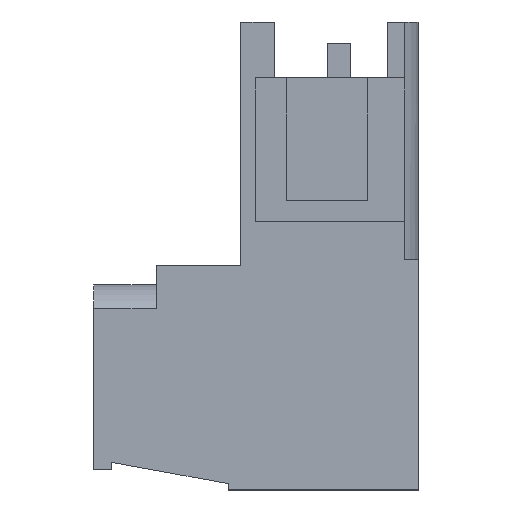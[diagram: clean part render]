
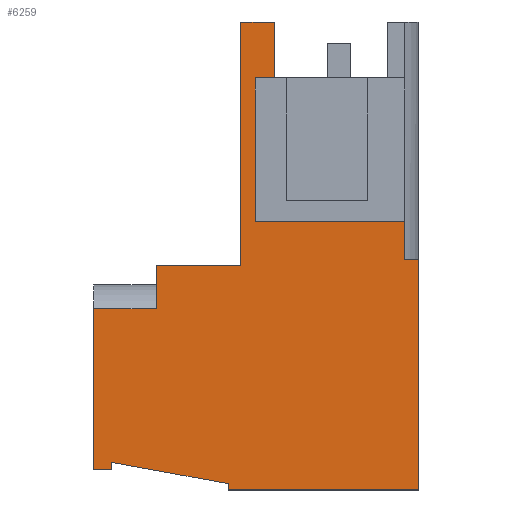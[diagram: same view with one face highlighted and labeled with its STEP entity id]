
A CAD part, left-side view. The second image highlights one B-rep face of the part: STEP entity #6259.
In plain terms, the highlighted planar face has unit normal (-1, 0, 0).
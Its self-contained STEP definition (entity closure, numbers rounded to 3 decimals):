
#3137=AXIS2_PLACEMENT_3D('Plane Axis2P3D',#3134,#3135,#3136) ;
#3119=CARTESIAN_POINT('Vertex',(0.98,6.785,19.415)) ;
#3134=CARTESIAN_POINT('Axis2P3D Location',(0.98,3.66,22.05)) ;
#3239=CARTESIAN_POINT('Vertex',(0.98,0.65,12.635)) ;
#3242=CARTESIAN_POINT('Line Origine',(0.98,0.65,11.743)) ;
#3246=CARTESIAN_POINT('Vertex',(0.98,0.65,10.85)) ;
#3304=CARTESIAN_POINT('Vertex',(0.98,6.785,22.05)) ;
#3307=CARTESIAN_POINT('Line Origine',(0.98,6.785,20.732)) ;
#4250=CARTESIAN_POINT('Line Origine',(0.98,7.23,19.415)) ;
#4254=CARTESIAN_POINT('Vertex',(0.98,7.675,19.415)) ;
#6038=CARTESIAN_POINT('Line Origine',(0.98,0.325,10.85)) ;
#6042=CARTESIAN_POINT('Vertex',(0.98,0.,10.85)) ;
#6137=CARTESIAN_POINT('Vertex',(0.98,7.675,12.635)) ;
#6140=CARTESIAN_POINT('Line Origine',(0.98,4.163,12.635)) ;
#6152=CARTESIAN_POINT('Line Origine',(0.98,7.675,16.025)) ;
#6157=CARTESIAN_POINT('Line Origine',(0.98,7.575,22.05)) ;
#6161=CARTESIAN_POINT('Vertex',(0.98,8.365,22.05)) ;
#6164=CARTESIAN_POINT('Line Origine',(0.98,8.365,16.318)) ;
#6168=CARTESIAN_POINT('Vertex',(0.98,8.365,10.586)) ;
#6171=CARTESIAN_POINT('Line Origine',(0.98,10.358,10.586)) ;
#6175=CARTESIAN_POINT('Vertex',(0.98,12.35,10.586)) ;
#6178=CARTESIAN_POINT('Line Origine',(0.98,12.35,9.568)) ;
#6182=CARTESIAN_POINT('Vertex',(0.98,12.35,8.55)) ;
#6185=CARTESIAN_POINT('Line Origine',(0.98,13.825,8.55)) ;
#6189=CARTESIAN_POINT('Vertex',(0.98,15.3,8.55)) ;
#6192=CARTESIAN_POINT('Line Origine',(0.98,15.3,4.75)) ;
#6196=CARTESIAN_POINT('Vertex',(0.98,15.3,0.95)) ;
#6199=CARTESIAN_POINT('Line Origine',(0.98,14.875,0.95)) ;
#6203=CARTESIAN_POINT('Vertex',(0.98,14.45,0.95)) ;
#6206=CARTESIAN_POINT('Line Origine',(0.98,14.45,1.127)) ;
#6210=CARTESIAN_POINT('Vertex',(0.98,14.45,1.303)) ;
#6213=CARTESIAN_POINT('Line Origine',(0.98,11.705,0.801)) ;
#6217=CARTESIAN_POINT('Vertex',(0.98,8.961,0.299)) ;
#6220=CARTESIAN_POINT('Line Origine',(0.98,8.961,0.149)) ;
#6224=CARTESIAN_POINT('Vertex',(0.98,8.961,0.)) ;
#6227=CARTESIAN_POINT('Line Origine',(0.98,4.48,0.)) ;
#6231=CARTESIAN_POINT('Vertex',(0.98,0.,0.)) ;
#6234=CARTESIAN_POINT('Line Origine',(0.98,0.,5.425)) ;
#3135=DIRECTION('Axis2P3D Direction',(1.,0.,0.)) ;
#3136=DIRECTION('Axis2P3D XDirection',(0.,1.,0.)) ;
#3243=DIRECTION('Vector Direction',(0.,0.,-1.)) ;
#3308=DIRECTION('Vector Direction',(0.,0.,1.)) ;
#4251=DIRECTION('Vector Direction',(0.,-1.,0.)) ;
#6039=DIRECTION('Vector Direction',(0.,-1.,0.)) ;
#6141=DIRECTION('Vector Direction',(0.,-1.,0.)) ;
#6153=DIRECTION('Vector Direction',(0.,0.,-1.)) ;
#6158=DIRECTION('Vector Direction',(0.,-1.,0.)) ;
#6165=DIRECTION('Vector Direction',(0.,0.,-1.)) ;
#6172=DIRECTION('Vector Direction',(0.,-1.,0.)) ;
#6179=DIRECTION('Vector Direction',(0.,0.,1.)) ;
#6186=DIRECTION('Vector Direction',(0.,-1.,0.)) ;
#6193=DIRECTION('Vector Direction',(0.,0.,1.)) ;
#6200=DIRECTION('Vector Direction',(0.,1.,0.)) ;
#6207=DIRECTION('Vector Direction',(0.,0.,-1.)) ;
#6214=DIRECTION('Vector Direction',(0.,-0.984,-0.18)) ;
#6221=DIRECTION('Vector Direction',(0.,0.,-1.)) ;
#6228=DIRECTION('Vector Direction',(0.,-1.,0.)) ;
#6235=DIRECTION('Vector Direction',(0.,0.,-1.)) ;
#3244=VECTOR('Line Direction',#3243,1.) ;
#3309=VECTOR('Line Direction',#3308,1.) ;
#4252=VECTOR('Line Direction',#4251,1.) ;
#6040=VECTOR('Line Direction',#6039,1.) ;
#6142=VECTOR('Line Direction',#6141,1.) ;
#6154=VECTOR('Line Direction',#6153,1.) ;
#6159=VECTOR('Line Direction',#6158,1.) ;
#6166=VECTOR('Line Direction',#6165,1.) ;
#6173=VECTOR('Line Direction',#6172,1.) ;
#6180=VECTOR('Line Direction',#6179,1.) ;
#6187=VECTOR('Line Direction',#6186,1.) ;
#6194=VECTOR('Line Direction',#6193,1.) ;
#6201=VECTOR('Line Direction',#6200,1.) ;
#6208=VECTOR('Line Direction',#6207,1.) ;
#6215=VECTOR('Line Direction',#6214,1.) ;
#6222=VECTOR('Line Direction',#6221,1.) ;
#6229=VECTOR('Line Direction',#6228,1.) ;
#6236=VECTOR('Line Direction',#6235,1.) ;
#6240=ORIENTED_EDGE('',*,*,#6144,.F.) ;
#6241=ORIENTED_EDGE('',*,*,#6156,.T.) ;
#6242=ORIENTED_EDGE('',*,*,#4256,.T.) ;
#6243=ORIENTED_EDGE('',*,*,#3311,.T.) ;
#6244=ORIENTED_EDGE('',*,*,#6163,.F.) ;
#6245=ORIENTED_EDGE('',*,*,#6170,.T.) ;
#6246=ORIENTED_EDGE('',*,*,#6177,.F.) ;
#6247=ORIENTED_EDGE('',*,*,#6184,.F.) ;
#6248=ORIENTED_EDGE('',*,*,#6191,.F.) ;
#6249=ORIENTED_EDGE('',*,*,#6198,.F.) ;
#6250=ORIENTED_EDGE('',*,*,#6205,.F.) ;
#6251=ORIENTED_EDGE('',*,*,#6212,.F.) ;
#6252=ORIENTED_EDGE('',*,*,#6219,.T.) ;
#6253=ORIENTED_EDGE('',*,*,#6226,.T.) ;
#6254=ORIENTED_EDGE('',*,*,#6233,.T.) ;
#6255=ORIENTED_EDGE('',*,*,#6238,.F.) ;
#6256=ORIENTED_EDGE('',*,*,#6044,.F.) ;
#6257=ORIENTED_EDGE('',*,*,#3248,.F.) ;
#6259=ADVANCED_FACE('HOUSING',(#6258),#3138,.F.) ;
#3248=EDGE_CURVE('',#3240,#3247,#3245,.T.) ;
#3311=EDGE_CURVE('',#3120,#3305,#3310,.T.) ;
#4256=EDGE_CURVE('',#4255,#3120,#4253,.T.) ;
#6044=EDGE_CURVE('',#3247,#6043,#6041,.T.) ;
#6144=EDGE_CURVE('',#6138,#3240,#6143,.T.) ;
#6156=EDGE_CURVE('',#6138,#4255,#6155,.F.) ;
#6163=EDGE_CURVE('',#6162,#3305,#6160,.T.) ;
#6170=EDGE_CURVE('',#6162,#6169,#6167,.T.) ;
#6177=EDGE_CURVE('',#6176,#6169,#6174,.T.) ;
#6184=EDGE_CURVE('',#6183,#6176,#6181,.T.) ;
#6191=EDGE_CURVE('',#6190,#6183,#6188,.T.) ;
#6198=EDGE_CURVE('',#6197,#6190,#6195,.T.) ;
#6205=EDGE_CURVE('',#6204,#6197,#6202,.T.) ;
#6212=EDGE_CURVE('',#6211,#6204,#6209,.T.) ;
#6219=EDGE_CURVE('',#6211,#6218,#6216,.T.) ;
#6226=EDGE_CURVE('',#6218,#6225,#6223,.T.) ;
#6233=EDGE_CURVE('',#6225,#6232,#6230,.T.) ;
#6238=EDGE_CURVE('',#6043,#6232,#6237,.T.) ;
#6239=EDGE_LOOP('',(#6240,#6241,#6242,#6243,#6244,#6245,#6246,#6247,#6248,#6249,#6250,#6251,#6252,#6253,#6254,#6255,#6256,#6257)) ;
#6258=FACE_OUTER_BOUND('',#6239,.T.) ;
#3245=LINE('Line',#3242,#3244) ;
#3310=LINE('Line',#3307,#3309) ;
#4253=LINE('Line',#4250,#4252) ;
#6041=LINE('Line',#6038,#6040) ;
#6143=LINE('Line',#6140,#6142) ;
#6155=LINE('Line',#6152,#6154) ;
#6160=LINE('Line',#6157,#6159) ;
#6167=LINE('Line',#6164,#6166) ;
#6174=LINE('Line',#6171,#6173) ;
#6181=LINE('Line',#6178,#6180) ;
#6188=LINE('Line',#6185,#6187) ;
#6195=LINE('Line',#6192,#6194) ;
#6202=LINE('Line',#6199,#6201) ;
#6209=LINE('Line',#6206,#6208) ;
#6216=LINE('Line',#6213,#6215) ;
#6223=LINE('Line',#6220,#6222) ;
#6230=LINE('Line',#6227,#6229) ;
#6237=LINE('Line',#6234,#6236) ;
#3138=PLANE('',#3137) ;
#3120=VERTEX_POINT('',#3119) ;
#3240=VERTEX_POINT('',#3239) ;
#3247=VERTEX_POINT('',#3246) ;
#3305=VERTEX_POINT('',#3304) ;
#4255=VERTEX_POINT('',#4254) ;
#6043=VERTEX_POINT('',#6042) ;
#6138=VERTEX_POINT('',#6137) ;
#6162=VERTEX_POINT('',#6161) ;
#6169=VERTEX_POINT('',#6168) ;
#6176=VERTEX_POINT('',#6175) ;
#6183=VERTEX_POINT('',#6182) ;
#6190=VERTEX_POINT('',#6189) ;
#6197=VERTEX_POINT('',#6196) ;
#6204=VERTEX_POINT('',#6203) ;
#6211=VERTEX_POINT('',#6210) ;
#6218=VERTEX_POINT('',#6217) ;
#6225=VERTEX_POINT('',#6224) ;
#6232=VERTEX_POINT('',#6231) ;
